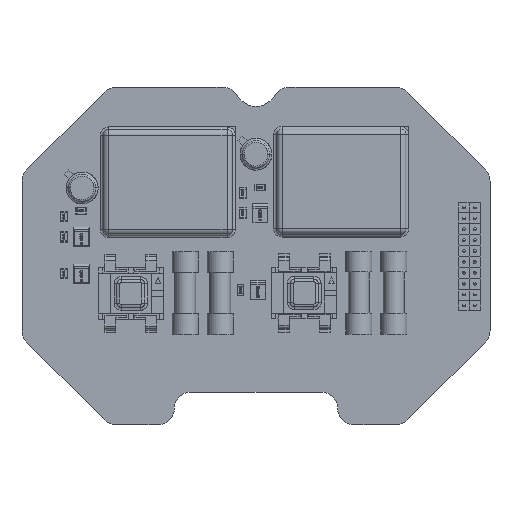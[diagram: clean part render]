
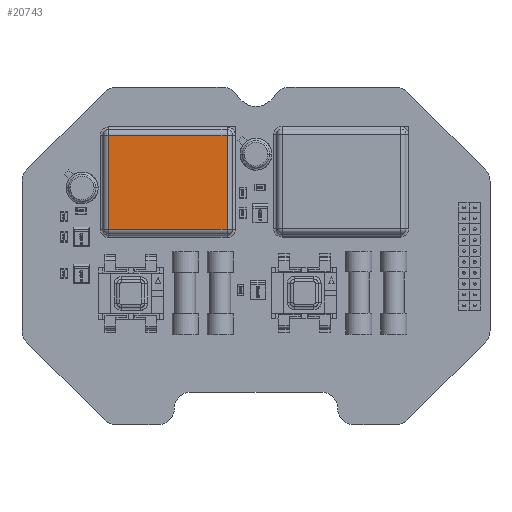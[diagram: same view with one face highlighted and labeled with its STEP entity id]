
A CAD part, top view. The second image highlights one B-rep face of the part: STEP entity #20743.
In plain terms, the highlighted face is planar.
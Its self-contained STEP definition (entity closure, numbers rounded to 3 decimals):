
#20743 = ADVANCED_FACE('',(#20744),#20778,.T.);
#20744 = FACE_BOUND('',#20745,.T.);
#20745 = EDGE_LOOP('',(#20746,#20756,#20764,#20772));
#20746 = ORIENTED_EDGE('',*,*,#20747,.T.);
#20747 = EDGE_CURVE('',#20748,#20750,#20752,.T.);
#20748 = VERTEX_POINT('',#20749);
#20749 = CARTESIAN_POINT('',(1.5,6.98,-1.5));
#20750 = VERTEX_POINT('',#20751);
#20751 = CARTESIAN_POINT('',(23.27,6.98,-1.5));
#20752 = LINE('',#20753,#20754);
#20753 = CARTESIAN_POINT('',(24.27,6.98,-1.5));
#20754 = VECTOR('',#20755,1.);
#20755 = DIRECTION('',(1.,0.,0.));
#20756 = ORIENTED_EDGE('',*,*,#20757,.T.);
#20757 = EDGE_CURVE('',#20750,#20758,#20760,.T.);
#20758 = VERTEX_POINT('',#20759);
#20759 = CARTESIAN_POINT('',(23.27,6.98,-18.82));
#20760 = LINE('',#20761,#20762);
#20761 = CARTESIAN_POINT('',(23.27,6.98,-19.82));
#20762 = VECTOR('',#20763,1.);
#20763 = DIRECTION('',(0.,0.,-1.));
#20764 = ORIENTED_EDGE('',*,*,#20765,.T.);
#20765 = EDGE_CURVE('',#20758,#20766,#20768,.T.);
#20766 = VERTEX_POINT('',#20767);
#20767 = CARTESIAN_POINT('',(1.5,6.98,-18.82));
#20768 = LINE('',#20769,#20770);
#20769 = CARTESIAN_POINT('',(0.5,6.98,-18.82));
#20770 = VECTOR('',#20771,1.);
#20771 = DIRECTION('',(-1.,0.,0.));
#20772 = ORIENTED_EDGE('',*,*,#20773,.T.);
#20773 = EDGE_CURVE('',#20766,#20748,#20774,.T.);
#20774 = LINE('',#20775,#20776);
#20775 = CARTESIAN_POINT('',(1.5,6.98,-0.5));
#20776 = VECTOR('',#20777,1.);
#20777 = DIRECTION('',(0.,0.,1.));
#20778 = PLANE('',#20779);
#20779 = AXIS2_PLACEMENT_3D('',#20780,#20781,#20782);
#20780 = CARTESIAN_POINT('',(0.,6.98,0.));
#20781 = DIRECTION('',(0.,1.,0.));
#20782 = DIRECTION('',(0.,0.,1.));
